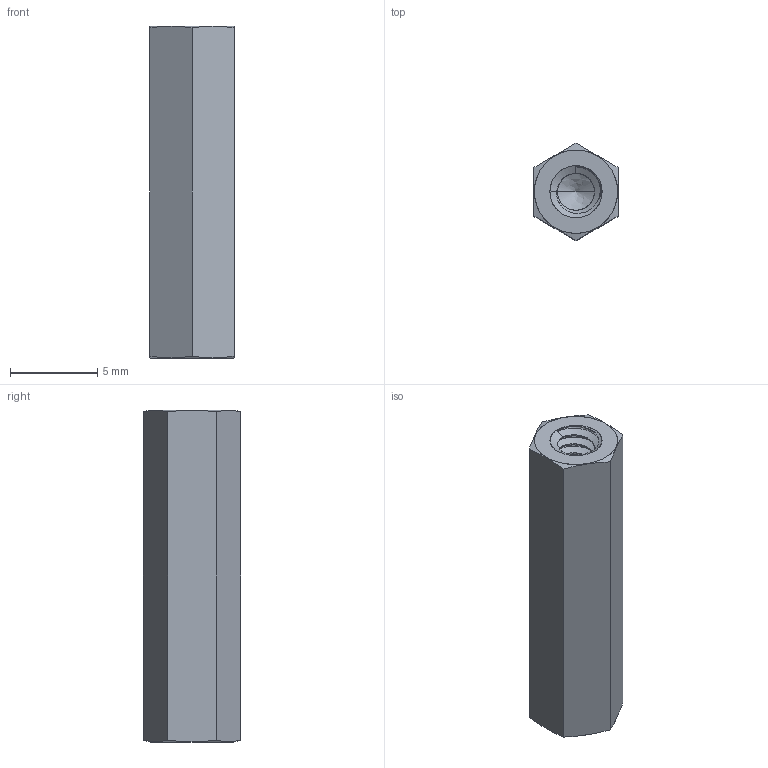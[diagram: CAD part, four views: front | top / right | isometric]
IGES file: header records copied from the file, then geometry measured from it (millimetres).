
Start section: SolidWorks IGES file using analytic representation for surfaces
Global section: file name: B000GOKVVS.3D.IGS; native system: SolidWorks 2010; preprocessor: SolidWorks 2010; author: yt00503; date: 131119.175955; units: millimetre
Bounding box: 4.83 x 5.57 x 19.05 mm (x, y, z)
Surface area: 486.5 mm2 (no closed solid volume)
Topology: 0 solids, 0 shells, 59 faces, 1346 edges, 1342 vertices
Faces by surface type: revolution 42, bspline 17
